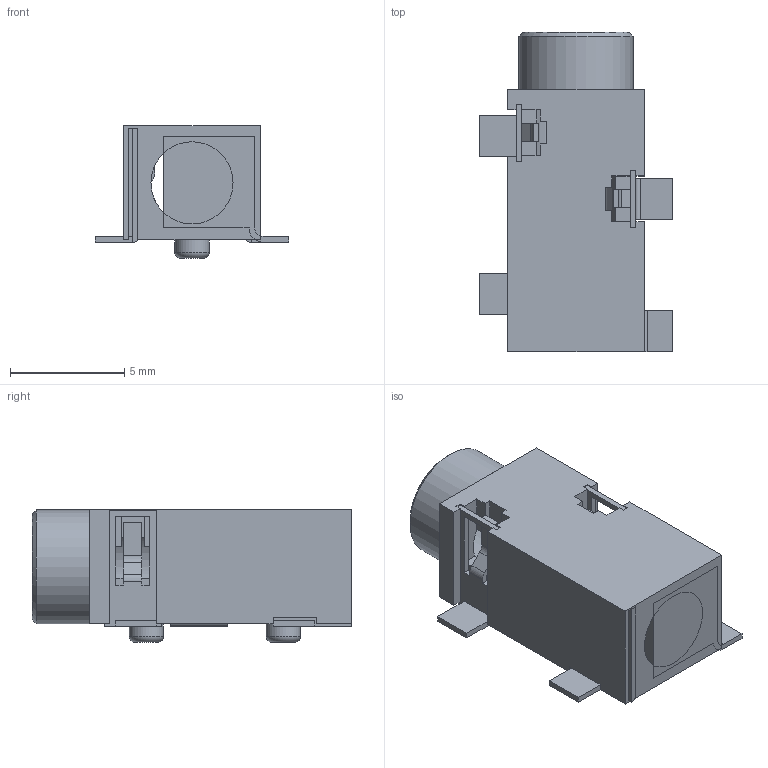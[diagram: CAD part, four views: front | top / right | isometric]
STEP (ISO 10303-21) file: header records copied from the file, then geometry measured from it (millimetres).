
FILE_DESCRIPTION(/* description */ (''),/* implementation_level */ '2;1');
FILE_NAME(/* name */ 'PJ-327C-4A.step',/* time_stamp */ '2022-04-13T19:28:29-07:00',/* author */ (''),/* organization */ (''),/* preprocessor_version */ 'ST-DEVELOPER v18.1',/* originating_system */ 'Autodesk Translation Framework v10.14.0.1471',/* authorisation */ '');
FILE_SCHEMA (('AUTOMOTIVE_DESIGN { 1 0 10303 214 3 1 1 }'));
Length unit declared in the file: millimetre
Products named in the file (1): CUI_SJ-3524-SMT-TR
Bounding box: 8.5 x 14 x 5.8 mm (x, y, z)
Volume: 280.1 mm3; surface area: 737.7 mm2
Topology: 5 solids, 5 shells, 135 faces, 373 edges, 247 vertices
Faces by surface type: plane 112, cylinder 19, torus 2, cone 2
Full cylindrical faces by diameter (mm): 1.5 x2, 3.6 x1, 5 x1
Entity records: 4328 total; most frequent: CARTESIAN_POINT 756, ORIENTED_EDGE 746, DIRECTION 703, EDGE_CURVE 373, LINE 315, VECTOR 315, VERTEX_POINT 247, AXIS2_PLACEMENT_3D 194
